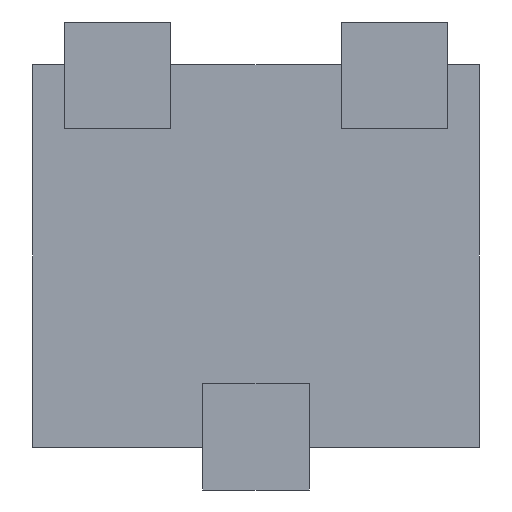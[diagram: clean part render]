
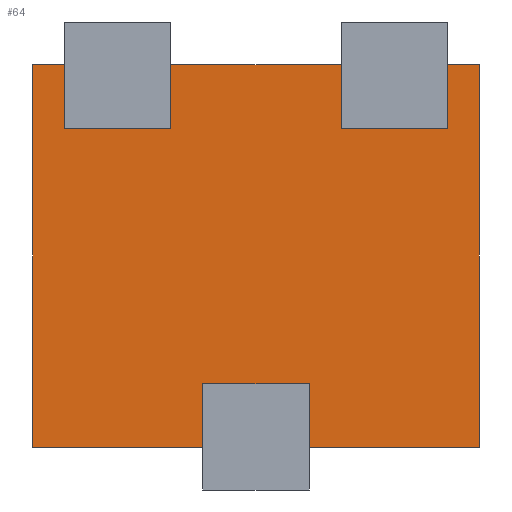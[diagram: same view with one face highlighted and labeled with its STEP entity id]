
A CAD part, front view. The second image highlights one B-rep face of the part: STEP entity #64.
In plain terms, the highlighted planar face has unit normal (0, -1, 0).
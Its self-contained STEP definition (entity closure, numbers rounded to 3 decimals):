
#4 = ORIENTED_EDGE ( 'NONE', *, *, #2025, .F. ) ;
#35 = VERTEX_POINT ( 'NONE', #1358 ) ;
#64 = ADVANCED_FACE ( 'NONE', ( #288 ), #2930, .F. ) ;
#201 = ORIENTED_EDGE ( 'NONE', *, *, #2667, .F. ) ;
#288 = FACE_OUTER_BOUND ( 'NONE', #3428, .T. ) ;
#306 = DIRECTION ( 'NONE',  ( 0., 0., 1. ) ) ;
#591 = VECTOR ( 'NONE', #685, 1000. ) ;
#685 = DIRECTION ( 'NONE',  ( -1., 0., 0. ) ) ;
#697 = EDGE_CURVE ( 'NONE', #2748, #2425, #3145, .T. ) ;
#745 = DIRECTION ( 'NONE',  ( 0., 0., 1. ) ) ;
#747 = LINE ( 'NONE', #1356, #897 ) ;
#774 = ORIENTED_EDGE ( 'NONE', *, *, #1361, .F. ) ;
#844 = CARTESIAN_POINT ( 'NONE',  ( 1.05, 0.12, 0.9 ) ) ;
#897 = VECTOR ( 'NONE', #3143, 1000. ) ;
#1129 = DIRECTION ( 'NONE',  ( 0., 0., -1. ) ) ;
#1298 = CARTESIAN_POINT ( 'NONE',  ( -1.05, 0.12, 0. ) ) ;
#1336 = VECTOR ( 'NONE', #745, 1000. ) ;
#1356 = CARTESIAN_POINT ( 'NONE',  ( 0., 0.12, 0.9 ) ) ;
#1358 = CARTESIAN_POINT ( 'NONE',  ( -1.05, 0.12, 0.9 ) ) ;
#1361 = EDGE_CURVE ( 'NONE', #2425, #2488, #1568, .T. ) ;
#1442 = CARTESIAN_POINT ( 'NONE',  ( -1.05, 0.12, -0.9 ) ) ;
#1568 = LINE ( 'NONE', #3734, #591 ) ;
#2025 = EDGE_CURVE ( 'NONE', #35, #2748, #747, .T. ) ;
#2248 = LINE ( 'NONE', #1298, #1336 ) ;
#2372 = DIRECTION ( 'NONE',  ( 0., 1., 0. ) ) ;
#2425 = VERTEX_POINT ( 'NONE', #3065 ) ;
#2488 = VERTEX_POINT ( 'NONE', #1442 ) ;
#2667 = EDGE_CURVE ( 'NONE', #2488, #35, #2248, .T. ) ;
#2748 = VERTEX_POINT ( 'NONE', #844 ) ;
#2930 = PLANE ( 'NONE',  #3466 ) ;
#2962 = VECTOR ( 'NONE', #1129, 1000. ) ;
#3048 = ORIENTED_EDGE ( 'NONE', *, *, #697, .F. ) ;
#3065 = CARTESIAN_POINT ( 'NONE',  ( 1.05, 0.12, -0.9 ) ) ;
#3143 = DIRECTION ( 'NONE',  ( 1., 0., 0. ) ) ;
#3145 = LINE ( 'NONE', #3506, #2962 ) ;
#3428 = EDGE_LOOP ( 'NONE', ( #4, #201, #774, #3048 ) ) ;
#3466 = AXIS2_PLACEMENT_3D ( 'NONE', #3848, #2372, #306 ) ;
#3506 = CARTESIAN_POINT ( 'NONE',  ( 1.05, 0.12, 0. ) ) ;
#3734 = CARTESIAN_POINT ( 'NONE',  ( 0., 0.12, -0.9 ) ) ;
#3848 = CARTESIAN_POINT ( 'NONE',  ( 0., 0.12, 0. ) ) ;
